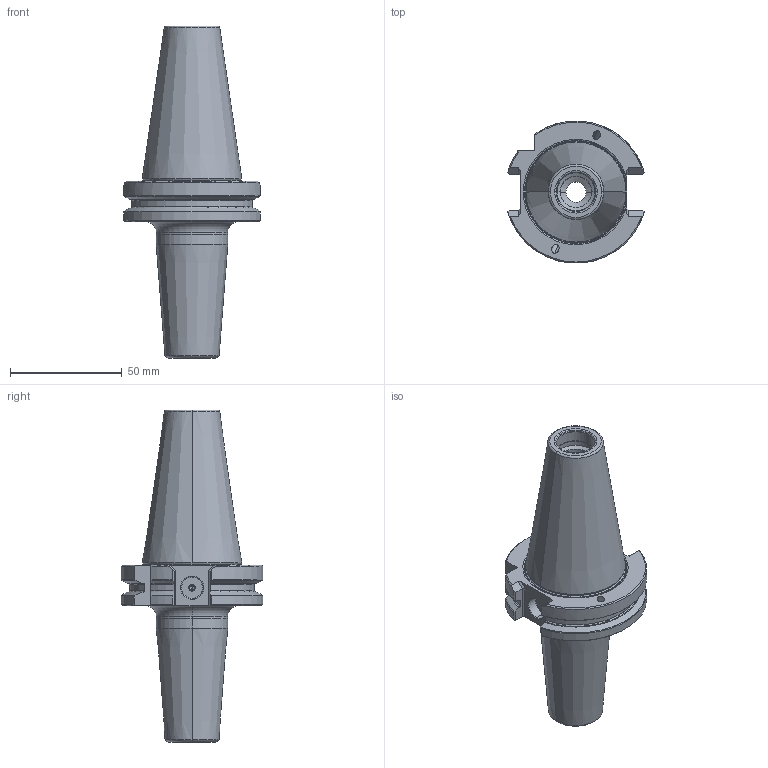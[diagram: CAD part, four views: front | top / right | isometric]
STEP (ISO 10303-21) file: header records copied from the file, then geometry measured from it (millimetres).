
FILE_DESCRIPTION(('no description'),'unknown implementation level');
FILE_NAME('103F2A8F-E8DF-4A6F-95EC-E6E22EEEAC1F_export.stp',' ',('CIMSOURCE GmbH'),('CADClick - KiM GmbH - www.kimweb.de'),'unknown preprocess','ACIS','unknown authorization');
FILE_SCHEMA(('automotive_design'));
Length unit declared in the file: millimetre
Products named in the file (1): NONE
Bounding box: 60.95 x 63.34 x 148.25 mm (x, y, z)
Volume: 135424.6 mm3; surface area: 28561.8 mm2
Topology: 1 solids, 1 shells, 196 faces, 477 edges, 292 vertices
Faces by surface type: cylinder 61, plane 53, cone 52, torus 30
Entity records: 11354 total; most frequent: CARTESIAN_POINT 1393, DIRECTION 970, STYLED_ITEM 964, PRESENTATION_STYLE_ASSIGNMENT 964, COLOUR_RGB 964, ORIENTED_EDGE 950, EDGE_CURVE 475, CURVE_STYLE 475
